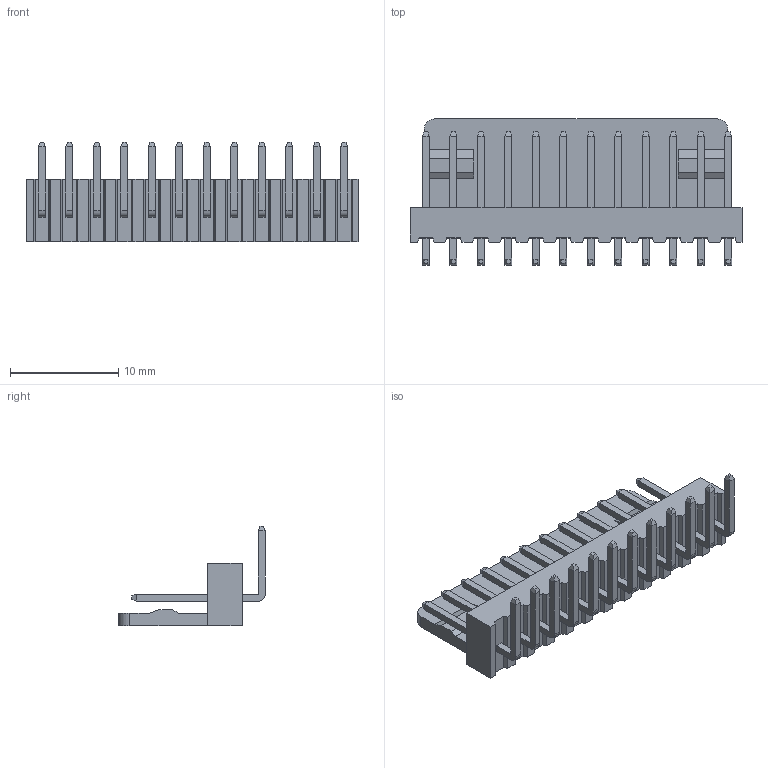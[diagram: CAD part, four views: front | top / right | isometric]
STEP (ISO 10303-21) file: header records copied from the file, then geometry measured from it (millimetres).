
FILE_DESCRIPTION (( 'STEP AP214' ), '1' );
FILE_NAME ('11634, SWR25X-NRTC-S12-RA-BA.STEP', '2012-09-20T01:25:15', ( '' ), ( '' ), 'SwSTEP 2.0', 'SolidWorks 2012', '' );
FILE_SCHEMA (( 'AUTOMOTIVE_DESIGN' ));
Length unit declared in the file: millimetre
Products named in the file (1): 11634, SWR25X-NRTC-S12-RA-BA
Bounding box: 30.68 x 13.52 x 9.2 mm (x, y, z)
Volume: 879.2 mm3; surface area: 1563.4 mm2
Topology: 1 solids, 1 shells, 320 faces, 786 edges, 492 vertices
Faces by surface type: plane 306, cylinder 14
Entity records: 9164 total; most frequent: CARTESIAN_POINT 1599, ORIENTED_EDGE 1572, DIRECTION 1456, EDGE_CURVE 786, VECTOR 758, LINE 758, VERTEX_POINT 492, AXIS2_PLACEMENT_3D 349
